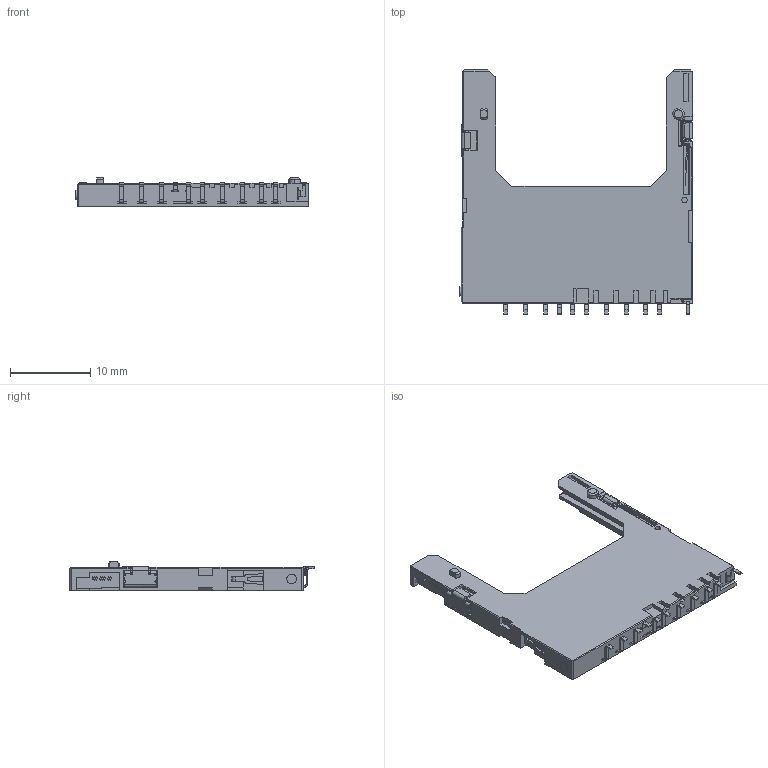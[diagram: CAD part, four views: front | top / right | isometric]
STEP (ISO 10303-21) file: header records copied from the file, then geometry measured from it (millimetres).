
FILE_DESCRIPTION (( 'STEP AP214' ), '1' );
FILE_NAME ('105638109511.STEP', '2015-10-21T08:07:24', ( '' ), ( '' ), 'SwSTEP 2.0', 'SolidWorks 2014', '' );
FILE_SCHEMA (( 'AUTOMOTIVE_DESIGN' ));
Length unit declared in the file: millimetre
Products named in the file (1): 105638109511
Bounding box: 28.88 x 30.4 x 3.55 mm (x, y, z)
Volume: 694.8 mm3; surface area: 1947.5 mm2
Topology: 4 solids, 4 shells, 773 faces, 2205 edges, 1451 vertices
Faces by surface type: plane 610, cylinder 140, bspline 15, cone 8
Entity records: 29905 total; most frequent: CARTESIAN_POINT 10490, ORIENTED_EDGE 4402, DIRECTION 3391, EDGE_CURVE 2201, VECTOR 1711, LINE 1711, VERTEX_POINT 1451, AXIS2_PLACEMENT_3D 840
